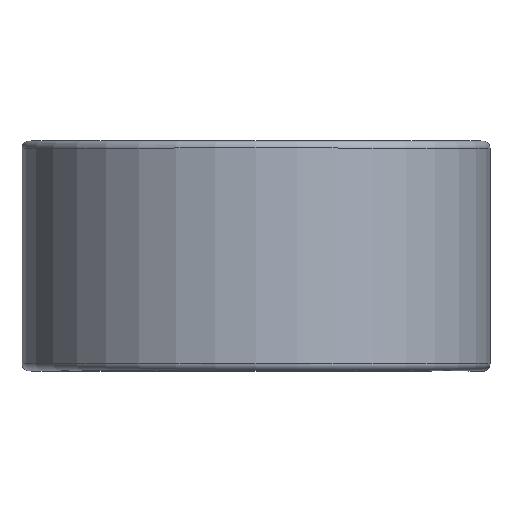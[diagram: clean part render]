
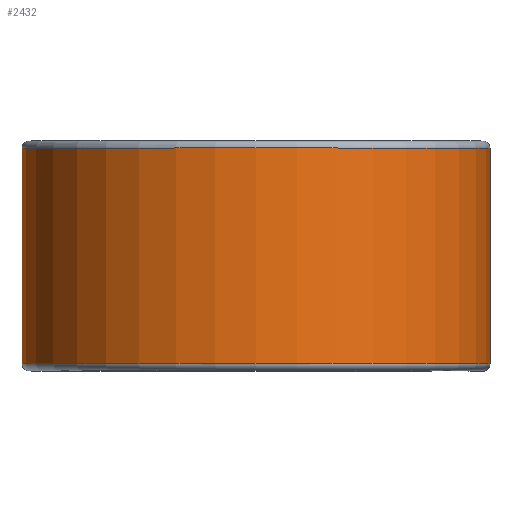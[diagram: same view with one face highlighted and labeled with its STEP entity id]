
A CAD part, top view. The second image highlights one B-rep face of the part: STEP entity #2432.
In plain terms, the highlighted cylindrical face has radius 24.232 mm (diameter 48.463 mm), a partial arc.
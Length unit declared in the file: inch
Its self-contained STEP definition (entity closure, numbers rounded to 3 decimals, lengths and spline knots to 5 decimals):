
#14 = EDGE_CURVE ( 'NONE', #1646, #1912, #2204, .T. ) ;
#345 = ORIENTED_EDGE ( 'NONE', *, *, #2396, .T. ) ;
#512 = VECTOR ( 'NONE', #522, 39.37008 ) ;
#522 = DIRECTION ( 'NONE',  ( 0., 1., 0. ) ) ;
#588 = CARTESIAN_POINT ( 'NONE',  ( 0.954, 0.43875, 0. ) ) ;
#667 = CARTESIAN_POINT ( 'NONE',  ( 0., 0.43875, -0.954 ) ) ;
#678 = DIRECTION ( 'NONE',  ( 0., -1., 0. ) ) ;
#709 = EDGE_CURVE ( 'NONE', #1646, #718, #1671, .T. ) ;
#718 = VERTEX_POINT ( 'NONE', #1891 ) ;
#781 = AXIS2_PLACEMENT_3D ( 'NONE', #1857, #678, #2044 ) ;
#852 = CARTESIAN_POINT ( 'NONE',  ( 0., 0.4375, 0. ) ) ;
#859 = DIRECTION ( 'NONE',  ( 0., 0., -1. ) ) ;
#958 = CARTESIAN_POINT ( 'NONE',  ( 0., 0.43875, -0.954 ) ) ;
#1044 = CYLINDRICAL_SURFACE ( 'NONE', #1860, 0.954 ) ;
#1194 = DIRECTION ( 'NONE',  ( 0., -1., 0. ) ) ;
#1204 = ORIENTED_EDGE ( 'NONE', *, *, #709, .F. ) ;
#1232 = AXIS2_PLACEMENT_3D ( 'NONE', #1920, #2000, #1909 ) ;
#1280 = EDGE_LOOP ( 'NONE', ( #1733, #345, #1961, #1204 ) ) ;
#1408 = DIRECTION ( 'NONE',  ( 0., 1., 0. ) ) ;
#1499 = VERTEX_POINT ( 'NONE', #958 ) ;
#1596 = CARTESIAN_POINT ( 'NONE',  ( 0.954, -0.43875, 0. ) ) ;
#1646 = VERTEX_POINT ( 'NONE', #1596 ) ;
#1671 = CIRCLE ( 'NONE', #1232, 0.954 ) ;
#1690 = EDGE_CURVE ( 'NONE', #718, #1499, #2273, .T. ) ;
#1712 = CARTESIAN_POINT ( 'NONE',  ( 0.954, 0.43875, 0. ) ) ;
#1733 = ORIENTED_EDGE ( 'NONE', *, *, #14, .T. ) ;
#1742 = VECTOR ( 'NONE', #1408, 39.37008 ) ;
#1821 = CIRCLE ( 'NONE', #781, 0.954 ) ;
#1857 = CARTESIAN_POINT ( 'NONE',  ( 0., 0.43875, 0. ) ) ;
#1860 = AXIS2_PLACEMENT_3D ( 'NONE', #852, #1194, #859 ) ;
#1891 = CARTESIAN_POINT ( 'NONE',  ( 0., -0.43875, -0.954 ) ) ;
#1909 = DIRECTION ( 'NONE',  ( 0., 0., -1. ) ) ;
#1912 = VERTEX_POINT ( 'NONE', #1712 ) ;
#1920 = CARTESIAN_POINT ( 'NONE',  ( 0., -0.43875, 0. ) ) ;
#1961 = ORIENTED_EDGE ( 'NONE', *, *, #1690, .F. ) ;
#2000 = DIRECTION ( 'NONE',  ( 0., -1., 0. ) ) ;
#2044 = DIRECTION ( 'NONE',  ( 0., 0., -1. ) ) ;
#2204 = LINE ( 'NONE', #588, #512 ) ;
#2273 = LINE ( 'NONE', #667, #1742 ) ;
#2280 = FACE_OUTER_BOUND ( 'NONE', #1280, .T. ) ;
#2396 = EDGE_CURVE ( 'NONE', #1912, #1499, #1821, .T. ) ;
#2432 = ADVANCED_FACE ( 'NONE', ( #2280 ), #1044, .T. ) ;
